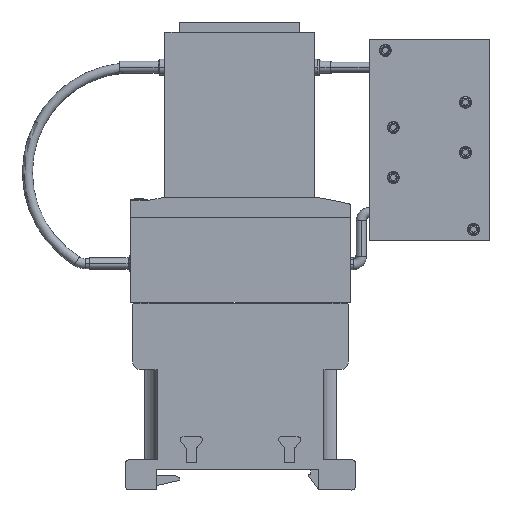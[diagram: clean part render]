
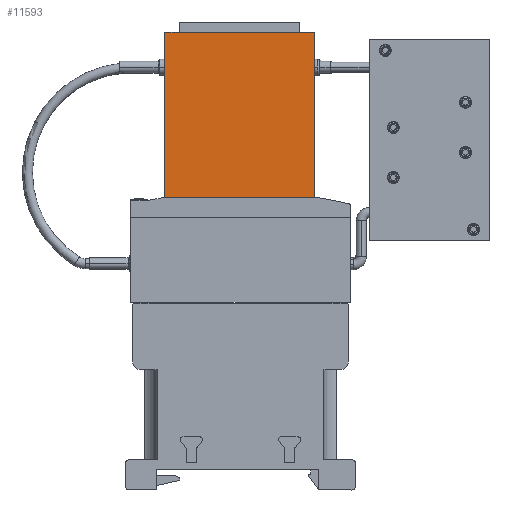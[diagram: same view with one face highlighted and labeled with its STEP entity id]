
A CAD part, left-side view. The second image highlights one B-rep face of the part: STEP entity #11593.
In plain terms, the highlighted planar face has unit normal (-1, 0, 0).
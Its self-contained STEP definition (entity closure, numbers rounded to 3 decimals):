
#11593=ADVANCED_FACE('',(#31927),#31928,.T.);
#23863=VERTEX_POINT('',#45167);
#23867=VERTEX_POINT('',#45171);
#23869=EDGE_CURVE('',#23863,#23867,#45173,.T.);
#23929=VERTEX_POINT('',#45233);
#23939=VERTEX_POINT('',#45243);
#23943=EDGE_CURVE('',#23939,#23929,#45247,.T.);
#23977=VERTEX_POINT('',#45281);
#23981=EDGE_CURVE('',#23939,#23977,#45285,.T.);
#24017=VERTEX_POINT('',#45321);
#24019=EDGE_CURVE('',#23867,#24017,#45323,.T.);
#24197=EDGE_CURVE('',#23977,#24017,#45501,.T.);
#24219=EDGE_CURVE('',#23929,#23863,#45523,.T.);
#31927=FACE_OUTER_BOUND('',#53245,.T.);
#31928=PLANE('',#53246);
#45167=CARTESIAN_POINT('',(0.31,47.31,114.2));
#45171=CARTESIAN_POINT('',(0.31,43.55,114.2));
#45173=LINE('',#72807,#72808);
#45233=CARTESIAN_POINT('',(0.31,77.31,114.2));
#45243=CARTESIAN_POINT('',(0.31,81.05,114.2));
#45247=LINE('',#72921,#72922);
#45281=CARTESIAN_POINT('',(0.31,81.05,73.));
#45285=LINE('',#72980,#72981);
#45321=CARTESIAN_POINT('',(0.31,43.55,73.));
#45323=LINE('',#73046,#73047);
#45501=LINE('',#73348,#73349);
#45523=LINE('',#73390,#73391);
#53245=EDGE_LOOP('',(#90507,#90508,#90509,#90510,#90511,#90512));
#53246=AXIS2_PLACEMENT_3D('',#90513,#90514,#90515);
#72807=CARTESIAN_POINT('',(0.31,81.05,114.2));
#72808=VECTOR('',#102008,1.0);
#72921=CARTESIAN_POINT('',(0.31,81.05,114.2));
#72922=VECTOR('',#102028,1.0);
#72980=CARTESIAN_POINT('',(0.31,81.05,114.2));
#72981=VECTOR('',#102041,1.0);
#73046=CARTESIAN_POINT('',(0.31,43.55,114.2));
#73047=VECTOR('',#102055,1.0);
#73348=CARTESIAN_POINT('',(0.31,81.05,73.));
#73349=VECTOR('',#102117,1.0);
#73390=CARTESIAN_POINT('',(0.31,79.18,114.2));
#73391=VECTOR('',#102127,1.0);
#90507=ORIENTED_EDGE('',*,*,#24197,.T.);
#90508=ORIENTED_EDGE('',*,*,#24019,.F.);
#90509=ORIENTED_EDGE('',*,*,#23869,.F.);
#90510=ORIENTED_EDGE('',*,*,#24219,.F.);
#90511=ORIENTED_EDGE('',*,*,#23943,.F.);
#90512=ORIENTED_EDGE('',*,*,#23981,.T.);
#90513=CARTESIAN_POINT('',(0.31,81.05,114.2));
#90514=DIRECTION('',(-1.0,0.0,0.0));
#90515=DIRECTION('',(0.0,1.0,0.0));
#102008=DIRECTION('',(0.0,-1.0,0.0));
#102028=DIRECTION('',(0.0,-1.0,0.0));
#102041=DIRECTION('',(0.0,0.0,-1.0));
#102055=DIRECTION('',(0.0,0.0,-1.0));
#102117=DIRECTION('',(0.0,-1.0,0.0));
#102127=DIRECTION('',(0.0,-1.0,0.0));
